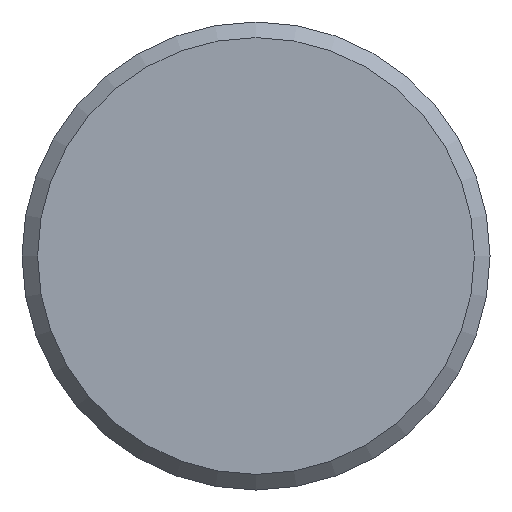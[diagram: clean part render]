
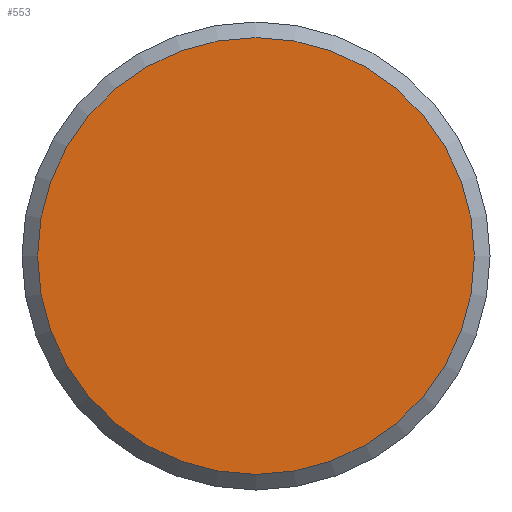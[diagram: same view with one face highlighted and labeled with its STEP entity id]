
A CAD part, front view. The second image highlights one B-rep face of the part: STEP entity #553.
In plain terms, the highlighted planar face has unit normal (0, -1, 0).
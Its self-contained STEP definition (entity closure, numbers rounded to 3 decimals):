
#35=PLANE('',#617);
#52=FACE_OUTER_BOUND('',#88,.T.);
#88=EDGE_LOOP('',(#375));
#188=CIRCLE('',#618,14.);
#236=VERTEX_POINT('',#905);
#292=EDGE_CURVE('',#236,#236,#188,.T.);
#375=ORIENTED_EDGE('',*,*,#292,.T.);
#553=ADVANCED_FACE('',(#52),#35,.T.);
#617=AXIS2_PLACEMENT_3D('',#904,#719,#720);
#618=AXIS2_PLACEMENT_3D('',#906,#721,#722);
#719=DIRECTION('center_axis',(0.,-1.,0.));
#720=DIRECTION('ref_axis',(0.,0.,-1.));
#721=DIRECTION('center_axis',(0.,-1.,0.));
#722=DIRECTION('ref_axis',(1.,0.,0.));
#904=CARTESIAN_POINT('Origin',(7.,-15.,0.));
#905=CARTESIAN_POINT('',(-14.,-15.,0.));
#906=CARTESIAN_POINT('Origin',(0.,-15.,0.));
